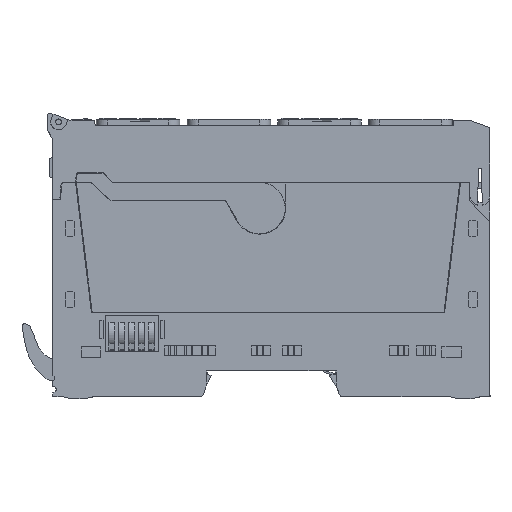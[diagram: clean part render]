
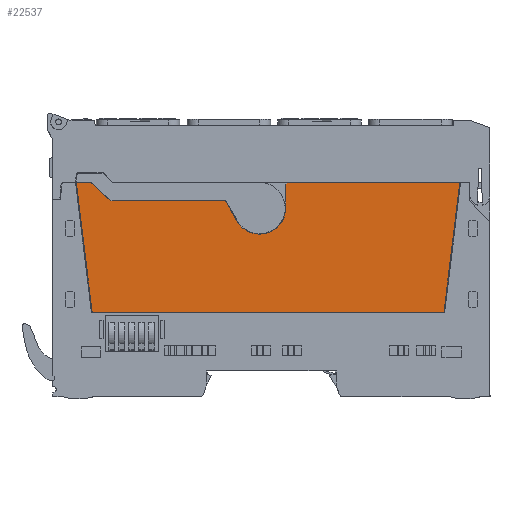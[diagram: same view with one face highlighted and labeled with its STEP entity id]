
A CAD part, left-side view. The second image highlights one B-rep face of the part: STEP entity #22537.
In plain terms, the highlighted planar face has unit normal (-1, 0, 0).
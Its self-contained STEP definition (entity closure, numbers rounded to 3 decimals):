
#1629=AXIS2_PLACEMENT_3D('Plane Axis2P3D',#1626,#1627,#1628) ;
#21056=AXIS2_PLACEMENT_3D('Circle Axis2P3D',#21054,#21055,$) ;
#21106=AXIS2_PLACEMENT_3D('Circle Axis2P3D',#21104,#21105,$) ;
#21181=AXIS2_PLACEMENT_3D('Circle Axis2P3D',#21179,#21180,$) ;
#1626=CARTESIAN_POINT('Axis2P3D Location',(0.,118.817,0.6)) ;
#20886=CARTESIAN_POINT('Vertex',(0.,55.85,52.075)) ;
#20889=CARTESIAN_POINT('Line Origine',(0.,55.85,55.325)) ;
#20893=CARTESIAN_POINT('Vertex',(0.,55.85,58.575)) ;
#20914=CARTESIAN_POINT('Line Origine',(0.,55.6,58.825)) ;
#20918=CARTESIAN_POINT('Vertex',(0.,55.35,59.075)) ;
#20934=CARTESIAN_POINT('Line Origine',(0.,31.799,59.075)) ;
#20938=CARTESIAN_POINT('Vertex',(0.,8.248,59.075)) ;
#20959=CARTESIAN_POINT('Line Origine',(0.,10.421,41.375)) ;
#20963=CARTESIAN_POINT('Vertex',(0.,12.595,23.675)) ;
#20984=CARTESIAN_POINT('Line Origine',(0.,60.65,23.675)) ;
#20988=CARTESIAN_POINT('Vertex',(0.,108.705,23.675)) ;
#21009=CARTESIAN_POINT('Line Origine',(0.,110.879,41.375)) ;
#21013=CARTESIAN_POINT('Vertex',(0.,113.052,59.075)) ;
#21029=CARTESIAN_POINT('Line Origine',(0.,111.224,59.075)) ;
#21033=CARTESIAN_POINT('Vertex',(0.,109.396,59.075)) ;
#21054=CARTESIAN_POINT('Axis2P3D Location',(0.,109.396,58.075)) ;
#21058=CARTESIAN_POINT('Vertex',(0.,108.688,58.782)) ;
#21079=CARTESIAN_POINT('Line Origine',(0.,106.76,56.853)) ;
#21083=CARTESIAN_POINT('Vertex',(0.,104.831,54.924)) ;
#21104=CARTESIAN_POINT('Axis2P3D Location',(0.,102.78,56.975)) ;
#21108=CARTESIAN_POINT('Vertex',(0.,102.78,54.075)) ;
#21129=CARTESIAN_POINT('Line Origine',(0.,87.542,54.075)) ;
#21133=CARTESIAN_POINT('Vertex',(0.,72.303,54.075)) ;
#21154=CARTESIAN_POINT('Line Origine',(0.,70.701,51.3)) ;
#21158=CARTESIAN_POINT('Vertex',(0.,69.099,48.525)) ;
#21179=CARTESIAN_POINT('Axis2P3D Location',(0.,62.95,52.075)) ;
#1627=DIRECTION('Axis2P3D Direction',(1.,0.,0.)) ;
#1628=DIRECTION('Axis2P3D XDirection',(0.,-1.,0.)) ;
#20890=DIRECTION('Vector Direction',(0.,0.,1.)) ;
#20915=DIRECTION('Vector Direction',(0.,-0.707,0.707)) ;
#20935=DIRECTION('Vector Direction',(0.,-1.,0.)) ;
#20960=DIRECTION('Vector Direction',(0.,0.122,-0.993)) ;
#20985=DIRECTION('Vector Direction',(0.,1.,0.)) ;
#21010=DIRECTION('Vector Direction',(0.,0.122,0.993)) ;
#21030=DIRECTION('Vector Direction',(0.,-1.,0.)) ;
#21055=DIRECTION('Axis2P3D Direction',(-1.,0.,0.)) ;
#21080=DIRECTION('Vector Direction',(0.,-0.707,-0.707)) ;
#21105=DIRECTION('Axis2P3D Direction',(-1.,0.,0.)) ;
#21130=DIRECTION('Vector Direction',(0.,-1.,0.)) ;
#21155=DIRECTION('Vector Direction',(0.,-0.5,-0.866)) ;
#21180=DIRECTION('Axis2P3D Direction',(-1.,0.,0.)) ;
#20891=VECTOR('Line Direction',#20890,1.) ;
#20916=VECTOR('Line Direction',#20915,1.) ;
#20936=VECTOR('Line Direction',#20935,1.) ;
#20961=VECTOR('Line Direction',#20960,1.) ;
#20986=VECTOR('Line Direction',#20985,1.) ;
#21011=VECTOR('Line Direction',#21010,1.) ;
#21031=VECTOR('Line Direction',#21030,1.) ;
#21081=VECTOR('Line Direction',#21080,1.) ;
#21131=VECTOR('Line Direction',#21130,1.) ;
#21156=VECTOR('Line Direction',#21155,1.) ;
#22523=ORIENTED_EDGE('',*,*,#20965,.T.) ;
#22524=ORIENTED_EDGE('',*,*,#20940,.T.) ;
#22525=ORIENTED_EDGE('',*,*,#20920,.T.) ;
#22526=ORIENTED_EDGE('',*,*,#20895,.T.) ;
#22527=ORIENTED_EDGE('',*,*,#21183,.T.) ;
#22528=ORIENTED_EDGE('',*,*,#21160,.T.) ;
#22529=ORIENTED_EDGE('',*,*,#21135,.T.) ;
#22530=ORIENTED_EDGE('',*,*,#21110,.T.) ;
#22531=ORIENTED_EDGE('',*,*,#21085,.T.) ;
#22532=ORIENTED_EDGE('',*,*,#21060,.T.) ;
#22533=ORIENTED_EDGE('',*,*,#21035,.T.) ;
#22534=ORIENTED_EDGE('',*,*,#21015,.T.) ;
#22535=ORIENTED_EDGE('',*,*,#20990,.T.) ;
#22537=ADVANCED_FACE('Modul',(#22536),#1630,.F.) ;
#21057=CIRCLE('generated circle',#21056,1.) ;
#21107=CIRCLE('generated circle',#21106,2.9) ;
#21182=CIRCLE('generated circle',#21181,7.1) ;
#20895=EDGE_CURVE('',#20894,#20887,#20892,.F.) ;
#20920=EDGE_CURVE('',#20919,#20894,#20917,.F.) ;
#20940=EDGE_CURVE('',#20939,#20919,#20937,.F.) ;
#20965=EDGE_CURVE('',#20964,#20939,#20962,.F.) ;
#20990=EDGE_CURVE('',#20989,#20964,#20987,.F.) ;
#21015=EDGE_CURVE('',#21014,#20989,#21012,.F.) ;
#21035=EDGE_CURVE('',#21034,#21014,#21032,.F.) ;
#21060=EDGE_CURVE('',#21059,#21034,#21057,.T.) ;
#21085=EDGE_CURVE('',#21084,#21059,#21082,.F.) ;
#21110=EDGE_CURVE('',#21109,#21084,#21107,.F.) ;
#21135=EDGE_CURVE('',#21134,#21109,#21132,.F.) ;
#21160=EDGE_CURVE('',#21159,#21134,#21157,.F.) ;
#21183=EDGE_CURVE('',#20887,#21159,#21182,.F.) ;
#22522=EDGE_LOOP('',(#22523,#22524,#22525,#22526,#22527,#22528,#22529,#22530,#22531,#22532,#22533,#22534,#22535)) ;
#22536=FACE_OUTER_BOUND('',#22522,.T.) ;
#20892=LINE('Line',#20889,#20891) ;
#20917=LINE('Line',#20914,#20916) ;
#20937=LINE('Line',#20934,#20936) ;
#20962=LINE('Line',#20959,#20961) ;
#20987=LINE('Line',#20984,#20986) ;
#21012=LINE('Line',#21009,#21011) ;
#21032=LINE('Line',#21029,#21031) ;
#21082=LINE('Line',#21079,#21081) ;
#21132=LINE('Line',#21129,#21131) ;
#21157=LINE('Line',#21154,#21156) ;
#1630=PLANE('',#1629) ;
#20887=VERTEX_POINT('',#20886) ;
#20894=VERTEX_POINT('',#20893) ;
#20919=VERTEX_POINT('',#20918) ;
#20939=VERTEX_POINT('',#20938) ;
#20964=VERTEX_POINT('',#20963) ;
#20989=VERTEX_POINT('',#20988) ;
#21014=VERTEX_POINT('',#21013) ;
#21034=VERTEX_POINT('',#21033) ;
#21059=VERTEX_POINT('',#21058) ;
#21084=VERTEX_POINT('',#21083) ;
#21109=VERTEX_POINT('',#21108) ;
#21134=VERTEX_POINT('',#21133) ;
#21159=VERTEX_POINT('',#21158) ;
